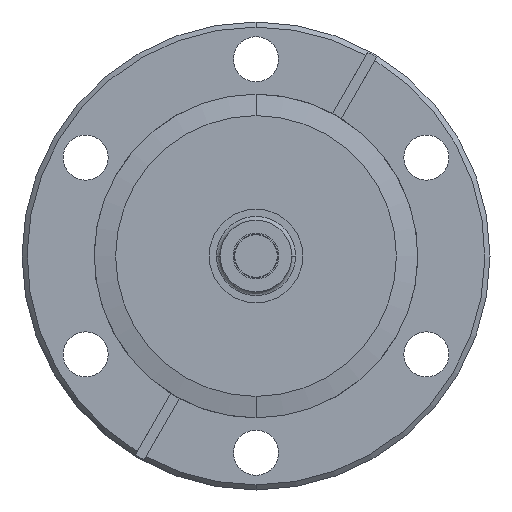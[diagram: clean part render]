
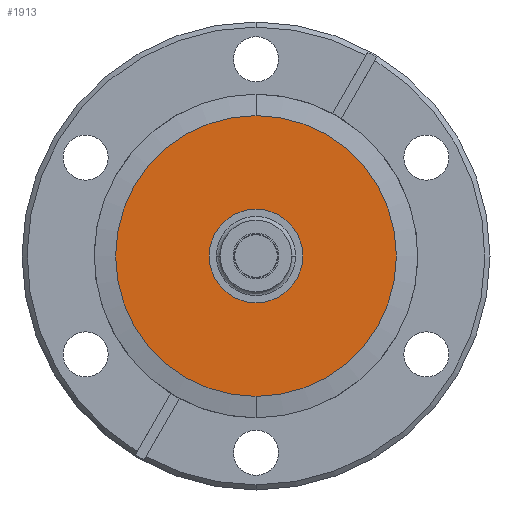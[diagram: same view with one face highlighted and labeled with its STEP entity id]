
A CAD part, front view. The second image highlights one B-rep face of the part: STEP entity #1913.
In plain terms, the highlighted planar face has unit normal (0, -1, 0).
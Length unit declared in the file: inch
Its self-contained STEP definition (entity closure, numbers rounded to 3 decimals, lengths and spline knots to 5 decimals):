
#506 = EDGE_CURVE ( 'NONE', #708, #709, #2791, .T. ) ;
#628 = CARTESIAN_POINT ( 'NONE',  ( -0.825, 0.72412, 0.001 ) ) ;
#648 = PLANE ( 'NONE',  #3044 ) ;
#650 = DIRECTION ( 'NONE',  ( 0., -1., 0. ) ) ;
#651 = DIRECTION ( 'NONE',  ( 0., 0., -1. ) ) ;
#708 = VERTEX_POINT ( 'NONE', #1253 ) ;
#709 = VERTEX_POINT ( 'NONE', #1252 ) ;
#758 = VERTEX_POINT ( 'NONE', #3219 ) ;
#800 = VERTEX_POINT ( 'NONE', #1215 ) ;
#917 = FACE_BOUND ( 'NONE', #1723, .T. ) ;
#1012 = ORIENTED_EDGE ( 'NONE', *, *, #1336, .T. ) ;
#1013 = ORIENTED_EDGE ( 'NONE', *, *, #1595, .T. ) ;
#1014 = ORIENTED_EDGE ( 'NONE', *, *, #1335, .T. ) ;
#1015 = ORIENTED_EDGE ( 'NONE', *, *, #506, .T. ) ;
#1215 = CARTESIAN_POINT ( 'NONE',  ( 0., 0.72412, 0.826 ) ) ;
#1218 = DIRECTION ( 'NONE',  ( 0., 0., 1. ) ) ;
#1219 = DIRECTION ( 'NONE',  ( 0., 1., 0. ) ) ;
#1220 = CARTESIAN_POINT ( 'NONE',  ( 0., 0.72412, 0.001 ) ) ;
#1252 = CARTESIAN_POINT ( 'NONE',  ( 0., 0.72412, 0.276 ) ) ;
#1253 = CARTESIAN_POINT ( 'NONE',  ( 0., 0.72412, -0.274 ) ) ;
#1335 = EDGE_CURVE ( 'NONE', #709, #708, #2539, .T. ) ;
#1336 = EDGE_CURVE ( 'NONE', #758, #800, #2537, .T. ) ;
#1369 = AXIS2_PLACEMENT_3D ( 'NONE', #1220, #1219, #1218 ) ;
#1595 = EDGE_CURVE ( 'NONE', #800, #758, #2517, .T. ) ;
#1723 = EDGE_LOOP ( 'NONE', ( #1014, #1015 ) ) ;
#1726 = EDGE_LOOP ( 'NONE', ( #1012, #1013 ) ) ;
#1913 = ADVANCED_FACE ( 'NONE', ( #2720, #917 ), #648, .T. ) ;
#2443 = CARTESIAN_POINT ( 'NONE',  ( 0., 0.72412, 0.001 ) ) ;
#2444 = DIRECTION ( 'NONE',  ( 0., 1., 0. ) ) ;
#2445 = DIRECTION ( 'NONE',  ( 0., 0., 1. ) ) ;
#2448 = CARTESIAN_POINT ( 'NONE',  ( 0., 0.72412, 0.001 ) ) ;
#2449 = DIRECTION ( 'NONE',  ( 0., -1., 0. ) ) ;
#2450 = DIRECTION ( 'NONE',  ( 0., 0., -1. ) ) ;
#2476 = CARTESIAN_POINT ( 'NONE',  ( 0., 0.72412, 0.001 ) ) ;
#2477 = DIRECTION ( 'NONE',  ( 0., -1., 0. ) ) ;
#2478 = DIRECTION ( 'NONE',  ( 0., 0., -1. ) ) ;
#2517 = CIRCLE ( 'NONE', #3017, 0.825 ) ;
#2537 = CIRCLE ( 'NONE', #3012, 0.825 ) ;
#2539 = CIRCLE ( 'NONE', #3011, 0.275 ) ;
#2720 = FACE_OUTER_BOUND ( 'NONE', #1726, .T. ) ;
#2791 = CIRCLE ( 'NONE', #1369, 0.275 ) ;
#3011 = AXIS2_PLACEMENT_3D ( 'NONE', #2443, #2444, #2445 ) ;
#3012 = AXIS2_PLACEMENT_3D ( 'NONE', #2448, #2449, #2450 ) ;
#3017 = AXIS2_PLACEMENT_3D ( 'NONE', #2476, #2477, #2478 ) ;
#3044 = AXIS2_PLACEMENT_3D ( 'NONE', #628, #650, #651 ) ;
#3219 = CARTESIAN_POINT ( 'NONE',  ( 0., 0.72412, -0.824 ) ) ;
